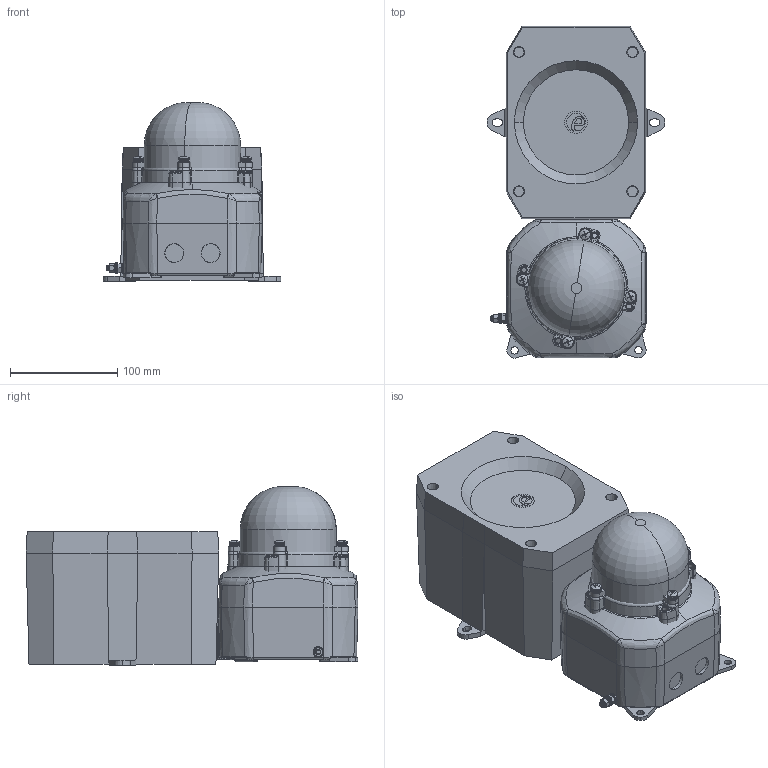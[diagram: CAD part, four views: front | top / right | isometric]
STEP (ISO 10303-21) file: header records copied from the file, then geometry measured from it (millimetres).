
FILE_DESCRIPTION (( 'STEP AP214' ), '1' );
FILE_NAME ('D211-05-601-3D_Issue_A.STEP', '2019-11-28T16:34:08', ( 'User' ), ( '' ), 'SwSTEP 2.0', 'SolidWorks 2020', '' );
FILE_SCHEMA (( 'AUTOMOTIVE_DESIGN' ));
Length unit declared in the file: millimetre
Products named in the file (1): D211-05-601-3D_Issue_A
Bounding box: 166.23 x 309.9 x 167.15 mm (x, y, z)
Volume: 4386213.4 mm3; surface area: 276588.4 mm2
Topology: 28 solids, 28 shells, 1331 faces, 3238 edges, 1948 vertices
Faces by surface type: plane 424, cylinder 416, bspline 234, cone 124, torus 119, sphere 14
Entity records: 66711 total; most frequent: CARTESIAN_POINT 23115, ORIENTED_EDGE 6386, DIRECTION 5546, EDGE_CURVE 3193, AXIS2_PLACEMENT_3D 2115, VERTEX_POINT 1948, EDGE_LOOP 1405, UNCERTAINTY_MEASURE_WITH_UNIT 1361
